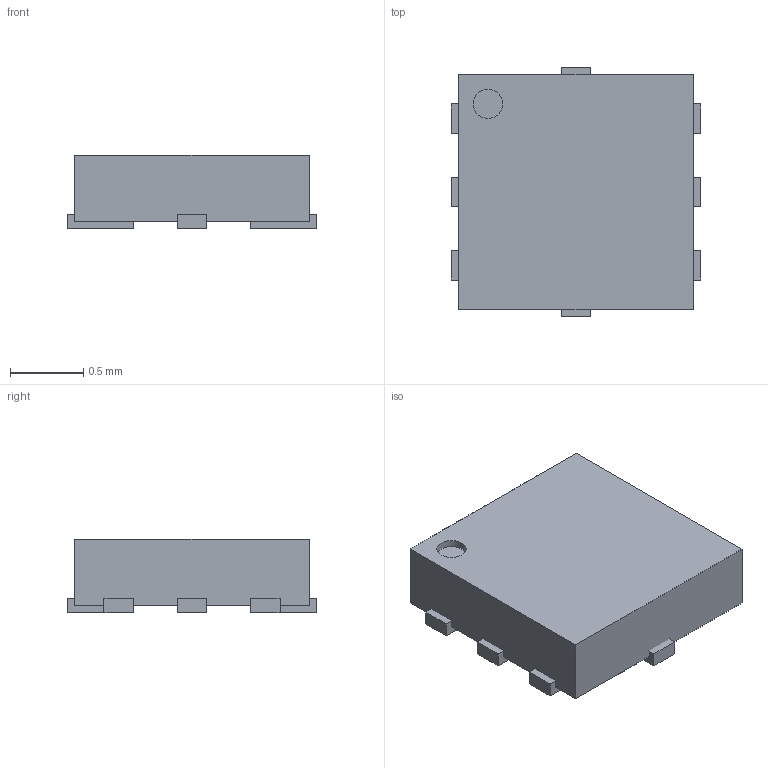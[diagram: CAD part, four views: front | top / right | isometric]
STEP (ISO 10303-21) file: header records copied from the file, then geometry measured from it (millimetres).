
FILE_DESCRIPTION(('FreeCAD Model'),'2;1');
FILE_NAME('XQFN8.stp','2020-12-23T14:11:02',( 'Author'),(''),'Open CASCADE STEP processor 7.3','FreeCAD','Unknown' );
FILE_SCHEMA(('AUTOMOTIVE_DESIGN { 1 0 10303 214 1 1 1 1 }'));
Length unit declared in the file: millimetre
Products named in the file (4): XQFN8; Body; PinsArrayLR; PinsArrayTB
Assembly tree (3 placements, depth 2):
  XQFN8
    Body
    PinsArrayLR
    PinsArrayTB
Bounding box: 1.7 x 1.7 x 0.5 mm (x, y, z)
Volume: 1.2 mm3; surface area: 10.5 mm2
Topology: 9 solids, 9 shells, 56 faces, 303 edges, 842 vertices
Faces by surface type: plane 55, cylinder 1
Full cylindrical faces by diameter (mm): 0.2 x1
Entity records: 5492 total; most frequent: CARTESIAN_POINT 1427, DIRECTION 647, LINE 521, VECTOR 521, ORIENTED_EDGE 222, PCURVE 222, DEFINITIONAL_REPRESENTATION 222, GEOMETRIC_CURVE_SET 194
